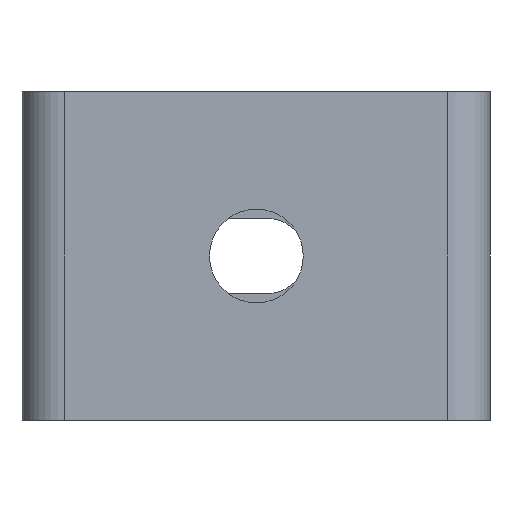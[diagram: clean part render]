
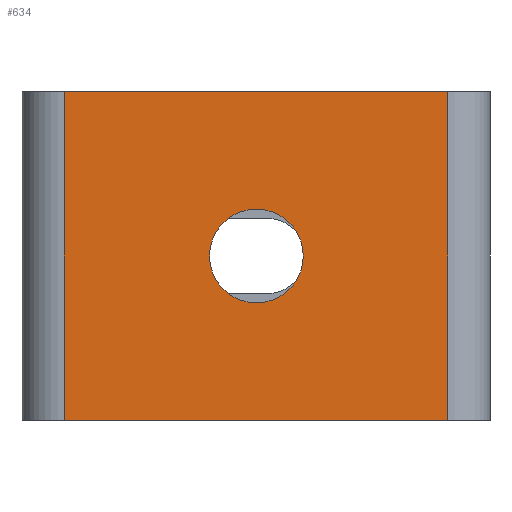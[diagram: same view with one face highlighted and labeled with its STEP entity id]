
A CAD part, front view. The second image highlights one B-rep face of the part: STEP entity #634.
In plain terms, the highlighted planar face has unit normal (0, -1, 0).
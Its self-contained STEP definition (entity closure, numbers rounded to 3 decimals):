
#1 = ORIENTED_EDGE ( 'NONE', *, *, #219, .F. ) ;
#9 = VERTEX_POINT ( 'NONE', #1369 ) ;
#35 = ORIENTED_EDGE ( 'NONE', *, *, #669, .F. ) ;
#60 = VECTOR ( 'NONE', #530, 1000. ) ;
#72 = PLANE ( 'NONE',  #1065 ) ;
#213 = CARTESIAN_POINT ( 'NONE',  ( -4.5, 0., 17.5 ) ) ;
#215 = VERTEX_POINT ( 'NONE', #213 ) ;
#219 = EDGE_CURVE ( 'NONE', #1042, #215, #444, .T. ) ;
#252 = DIRECTION ( 'NONE',  ( 0., 0., 1. ) ) ;
#272 = FACE_BOUND ( 'NONE', #679, .T. ) ;
#379 = EDGE_CURVE ( 'NONE', #1042, #9, #738, .T. ) ;
#392 = VECTOR ( 'NONE', #1318, 1000. ) ;
#402 = VECTOR ( 'NONE', #1107, 1000. ) ;
#423 = AXIS2_PLACEMENT_3D ( 'NONE', #534, #973, #1083 ) ;
#434 = CARTESIAN_POINT ( 'NONE',  ( -45.421, 0., 17.5 ) ) ;
#444 = LINE ( 'NONE', #561, #392 ) ;
#462 = ORIENTED_EDGE ( 'NONE', *, *, #1189, .F. ) ;
#530 = DIRECTION ( 'NONE',  ( 0., 0., -1. ) ) ;
#534 = CARTESIAN_POINT ( 'NONE',  ( -24.92, 0., 0. ) ) ;
#561 = CARTESIAN_POINT ( 'NONE',  ( -50., 0., 17.5 ) ) ;
#634 = ADVANCED_FACE ( 'NONE', ( #272, #937 ), #72, .F. ) ;
#669 = EDGE_CURVE ( 'NONE', #865, #865, #814, .T. ) ;
#673 = CARTESIAN_POINT ( 'NONE',  ( -4.5, 0., 17.5 ) ) ;
#679 = EDGE_LOOP ( 'NONE', ( #35 ) ) ;
#738 = LINE ( 'NONE', #434, #60 ) ;
#774 = EDGE_CURVE ( 'NONE', #9, #1012, #1094, .T. ) ;
#814 = CIRCLE ( 'NONE', #423, 5. ) ;
#865 = VERTEX_POINT ( 'NONE', #1304 ) ;
#937 = FACE_OUTER_BOUND ( 'NONE', #972, .T. ) ;
#945 = CARTESIAN_POINT ( 'NONE',  ( -50., 0., 17.5 ) ) ;
#946 = CARTESIAN_POINT ( 'NONE',  ( -4.5, 0., -17.5 ) ) ;
#972 = EDGE_LOOP ( 'NONE', ( #1299, #462, #1, #1211 ) ) ;
#973 = DIRECTION ( 'NONE',  ( 0., -1., 0. ) ) ;
#1006 = DIRECTION ( 'NONE',  ( 1., 0., 0. ) ) ;
#1012 = VERTEX_POINT ( 'NONE', #946 ) ;
#1042 = VERTEX_POINT ( 'NONE', #1076 ) ;
#1065 = AXIS2_PLACEMENT_3D ( 'NONE', #945, #1374, #252 ) ;
#1076 = CARTESIAN_POINT ( 'NONE',  ( -45.421, 0., 17.5 ) ) ;
#1083 = DIRECTION ( 'NONE',  ( 0., 0., 1. ) ) ;
#1091 = VECTOR ( 'NONE', #1006, 1000. ) ;
#1094 = LINE ( 'NONE', #1330, #1091 ) ;
#1107 = DIRECTION ( 'NONE',  ( 0., 0., -1. ) ) ;
#1189 = EDGE_CURVE ( 'NONE', #215, #1012, #1214, .T. ) ;
#1211 = ORIENTED_EDGE ( 'NONE', *, *, #379, .T. ) ;
#1214 = LINE ( 'NONE', #673, #402 ) ;
#1299 = ORIENTED_EDGE ( 'NONE', *, *, #774, .T. ) ;
#1304 = CARTESIAN_POINT ( 'NONE',  ( -24.92, 0., 5. ) ) ;
#1318 = DIRECTION ( 'NONE',  ( 1., 0., 0. ) ) ;
#1330 = CARTESIAN_POINT ( 'NONE',  ( -50., 0., -17.5 ) ) ;
#1369 = CARTESIAN_POINT ( 'NONE',  ( -45.421, 0., -17.5 ) ) ;
#1374 = DIRECTION ( 'NONE',  ( 0., 1., 0. ) ) ;
